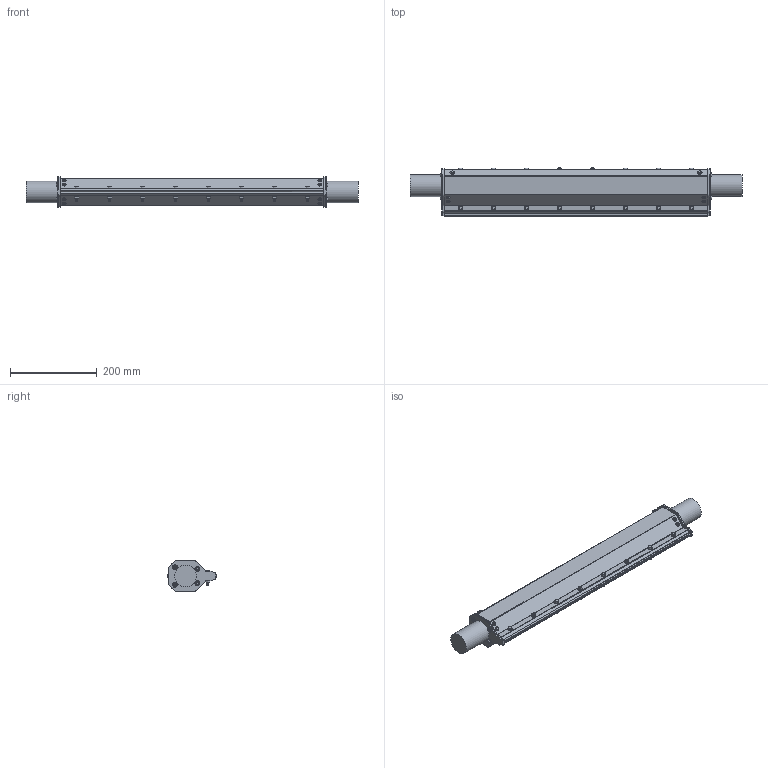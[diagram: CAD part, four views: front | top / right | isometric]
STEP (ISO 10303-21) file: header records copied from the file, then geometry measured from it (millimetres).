
FILE_DESCRIPTION(/* description */ (''),/* implementation_level */ '2;1');
FILE_NAME(/* name */ 'KA2130924 AIR KNIFE, .125 X 24 DUMMY.stp',/* time_stamp */ '2018-02-22T12:08:41-05:00',/* author */ ('James'),/* organization */ (''),/* preprocessor_version */ 'ST-DEVELOPER v16.5',/* originating_system */ 'Autodesk Inventor 2017',/* authorisation */ '');
FILE_SCHEMA (('AUTOMOTIVE_DESIGN { 1 0 10303 214 3 1 1 }'));
Products named in the file (1): KA2130924 AIR KNIFE, .125 X 24 DUMMY
Bounding box: 766.78 x 112.09 x 71.12 mm (x, y, z)
Volume: 3221389.3 mm3; surface area: 227376.6 mm2
Topology: 1 solids, 1 shells, 595 faces, 1316 edges, 858 vertices
Faces by surface type: plane 247, cylinder 176, cone 120, sphere 28, bspline 16, torus 8
Full cylindrical faces by diameter (mm): 7.6 x8, 8.5 x8, 9 x8, 9.5 x12, 10 x16, 10.135 x8, 10.5 x8, 11 x20, 50.8 x2
Entity records: 38535 total; most frequent: CARTESIAN_POINT 26096, DIRECTION 2574, ORIENTED_EDGE 2284, EDGE_CURVE 1142, AXIS2_PLACEMENT_3D 1108, EDGE_LOOP 852, VERTEX_POINT 806, FACE_OUTER_BOUND 595
